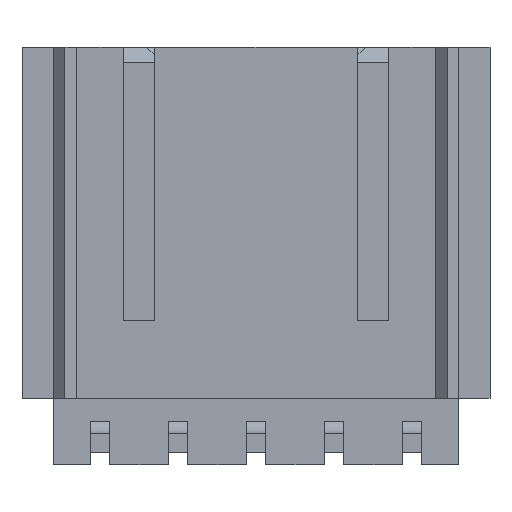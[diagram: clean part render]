
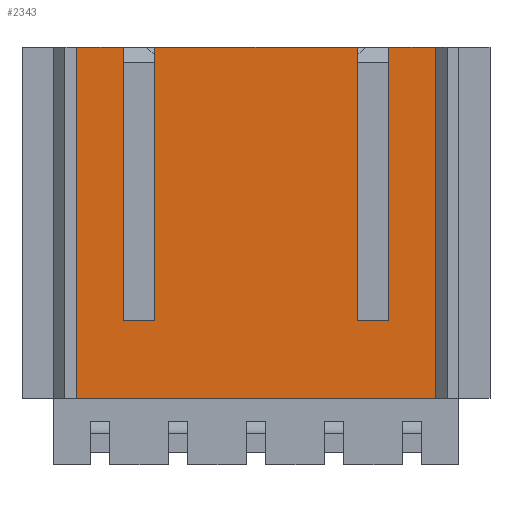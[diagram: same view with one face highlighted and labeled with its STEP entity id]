
A CAD part, front view. The second image highlights one B-rep face of the part: STEP entity #2343.
In plain terms, the highlighted planar face has unit normal (0, -1, 0).
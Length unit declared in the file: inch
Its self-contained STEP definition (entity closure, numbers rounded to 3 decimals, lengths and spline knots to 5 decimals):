
#13=DIRECTION('',(1.,0.,0.));
#14=VECTOR('',#13,0.46);
#15=CARTESIAN_POINT('',(-0.23,-0.1,-0.225));
#16=LINE('',#15,#14);
#65=DIRECTION('',(1.,0.,0.));
#66=VECTOR('',#65,0.04);
#67=CARTESIAN_POINT('',(-0.17,-0.1,-0.125));
#68=LINE('',#67,#66);
#69=DIRECTION('',(0.,0.,-1.));
#70=VECTOR('',#69,0.35);
#71=CARTESIAN_POINT('',(-0.13,-0.1,0.225));
#72=LINE('',#71,#70);
#73=DIRECTION('',(0.,0.,-1.));
#74=VECTOR('',#73,0.35);
#75=CARTESIAN_POINT('',(0.13,-0.1,0.225));
#76=LINE('',#75,#74);
#77=DIRECTION('',(1.,0.,0.));
#78=VECTOR('',#77,0.04);
#79=CARTESIAN_POINT('',(0.13,-0.1,-0.125));
#80=LINE('',#79,#78);
#81=DIRECTION('',(0.,0.,-1.));
#82=VECTOR('',#81,0.35);
#83=CARTESIAN_POINT('',(0.17,-0.1,0.225));
#84=LINE('',#83,#82);
#85=DIRECTION('',(0.,0.,1.));
#86=VECTOR('',#85,0.45);
#87=CARTESIAN_POINT('',(0.23,-0.1,-0.225));
#88=LINE('',#87,#86);
#89=DIRECTION('',(0.,0.,1.));
#90=VECTOR('',#89,0.45);
#91=CARTESIAN_POINT('',(-0.23,-0.1,-0.225));
#92=LINE('',#91,#90);
#93=DIRECTION('',(0.,0.,-1.));
#94=VECTOR('',#93,0.35);
#95=CARTESIAN_POINT('',(-0.17,-0.1,0.225));
#96=LINE('',#95,#94);
#105=DIRECTION('',(1.,0.,0.));
#106=VECTOR('',#105,0.26);
#107=CARTESIAN_POINT('',(-0.13,-0.1,0.225));
#108=LINE('',#107,#106);
#121=DIRECTION('',(1.,0.,0.));
#122=VECTOR('',#121,0.06);
#123=CARTESIAN_POINT('',(-0.23,-0.1,0.225));
#124=LINE('',#123,#122);
#177=DIRECTION('',(1.,0.,0.));
#178=VECTOR('',#177,0.06);
#179=CARTESIAN_POINT('',(0.17,-0.1,0.225));
#180=LINE('',#179,#178);
#1829=CARTESIAN_POINT('',(0.13,-0.1,0.225));
#1831=VERTEX_POINT('',#1829);
#1833=CARTESIAN_POINT('',(0.17,-0.1,0.225));
#1835=VERTEX_POINT('',#1833);
#1837=CARTESIAN_POINT('',(-0.17,-0.1,-0.125));
#1838=CARTESIAN_POINT('',(-0.13,-0.1,-0.125));
#1839=VERTEX_POINT('',#1837);
#1840=VERTEX_POINT('',#1838);
#1841=CARTESIAN_POINT('',(0.13,-0.1,-0.125));
#1842=VERTEX_POINT('',#1841);
#1843=CARTESIAN_POINT('',(0.17,-0.1,-0.125));
#1844=VERTEX_POINT('',#1843);
#1873=CARTESIAN_POINT('',(-0.17,-0.1,0.225));
#1874=VERTEX_POINT('',#1873);
#1875=CARTESIAN_POINT('',(-0.13,-0.1,0.225));
#1876=VERTEX_POINT('',#1875);
#1957=CARTESIAN_POINT('',(0.23,-0.1,-0.225));
#1958=CARTESIAN_POINT('',(0.23,-0.1,0.225));
#1959=VERTEX_POINT('',#1957);
#1960=VERTEX_POINT('',#1958);
#1969=CARTESIAN_POINT('',(-0.23,-0.1,-0.225));
#1970=CARTESIAN_POINT('',(-0.23,-0.1,0.225));
#1971=VERTEX_POINT('',#1969);
#1972=VERTEX_POINT('',#1970);
#2313=CARTESIAN_POINT('',(-0.3,-0.1,-0.225));
#2314=DIRECTION('',(0.,-1.,0.));
#2315=DIRECTION('',(1.,0.,0.));
#2316=AXIS2_PLACEMENT_3D('',#2313,#2314,#2315);
#2317=PLANE('',#2316);
#2319=ORIENTED_EDGE('',*,*,#2318,.T.);
#2321=ORIENTED_EDGE('',*,*,#2320,.F.);
#2323=ORIENTED_EDGE('',*,*,#2322,.T.);
#2325=ORIENTED_EDGE('',*,*,#2324,.T.);
#2327=ORIENTED_EDGE('',*,*,#2326,.T.);
#2329=ORIENTED_EDGE('',*,*,#2328,.F.);
#2331=ORIENTED_EDGE('',*,*,#2330,.T.);
#2333=ORIENTED_EDGE('',*,*,#2332,.F.);
#2334=ORIENTED_EDGE('',*,*,#2256,.F.);
#2336=ORIENTED_EDGE('',*,*,#2335,.T.);
#2338=ORIENTED_EDGE('',*,*,#2337,.T.);
#2340=ORIENTED_EDGE('',*,*,#2339,.T.);
#2341=EDGE_LOOP('',(#2319,#2321,#2323,#2325,#2327,#2329,#2331,#2333,#2334,#2336,
#2338,#2340));
#2342=FACE_OUTER_BOUND('',#2341,.F.);
#2343=ADVANCED_FACE('',(#2342),#2317,.T.);
#2256=EDGE_CURVE('',#1971,#1959,#16,.T.);
#2318=EDGE_CURVE('',#1839,#1840,#68,.T.);
#2320=EDGE_CURVE('',#1876,#1840,#72,.T.);
#2322=EDGE_CURVE('',#1876,#1831,#108,.T.);
#2324=EDGE_CURVE('',#1831,#1842,#76,.T.);
#2326=EDGE_CURVE('',#1842,#1844,#80,.T.);
#2328=EDGE_CURVE('',#1835,#1844,#84,.T.);
#2330=EDGE_CURVE('',#1835,#1960,#180,.T.);
#2332=EDGE_CURVE('',#1959,#1960,#88,.T.);
#2335=EDGE_CURVE('',#1971,#1972,#92,.T.);
#2337=EDGE_CURVE('',#1972,#1874,#124,.T.);
#2339=EDGE_CURVE('',#1874,#1839,#96,.T.);
